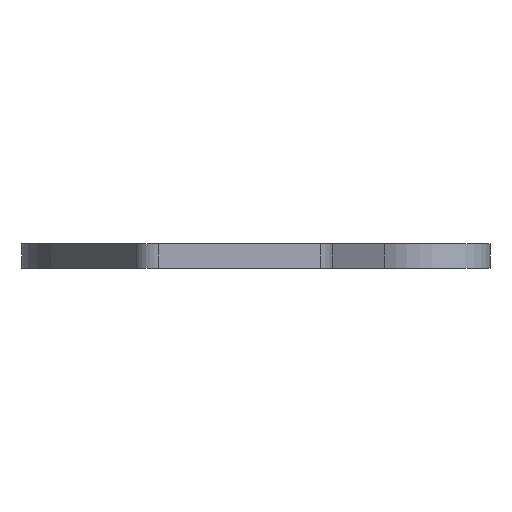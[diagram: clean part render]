
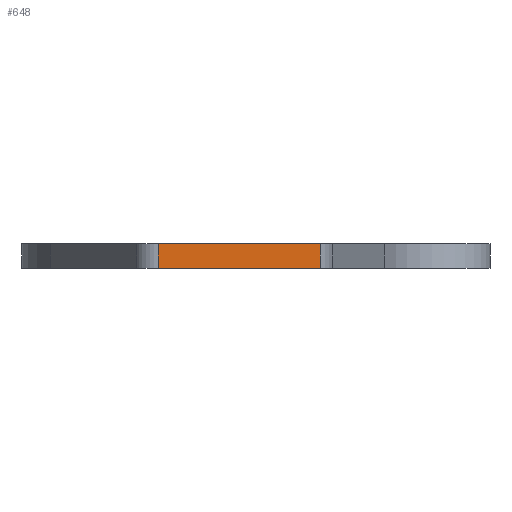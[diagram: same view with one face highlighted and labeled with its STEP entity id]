
A CAD part, left-side view. The second image highlights one B-rep face of the part: STEP entity #648.
In plain terms, the highlighted planar face has unit normal (-1, 0, 0).
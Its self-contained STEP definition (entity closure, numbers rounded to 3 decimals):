
#51=FACE_OUTER_BOUND('',#93,.T.);
#93=EDGE_LOOP('',(#524,#525,#526,#527));
#122=LINE('',#989,#180);
#146=LINE('',#1082,#204);
#152=LINE('',#1109,#210);
#154=LINE('',#1112,#212);
#180=VECTOR('',#781,10.);
#204=VECTOR('',#865,10.);
#210=VECTOR('',#889,10.);
#212=VECTOR('',#893,10.);
#283=VERTEX_POINT('',#986);
#284=VERTEX_POINT('',#988);
#322=VERTEX_POINT('',#1079);
#323=VERTEX_POINT('',#1081);
#347=EDGE_CURVE('',#284,#283,#122,.T.);
#394=EDGE_CURVE('',#322,#323,#146,.T.);
#408=EDGE_CURVE('',#323,#283,#152,.T.);
#410=EDGE_CURVE('',#284,#322,#154,.T.);
#524=ORIENTED_EDGE('',*,*,#408,.F.);
#525=ORIENTED_EDGE('',*,*,#394,.F.);
#526=ORIENTED_EDGE('',*,*,#410,.F.);
#527=ORIENTED_EDGE('',*,*,#347,.T.);
#628=PLANE('',#734);
#648=ADVANCED_FACE('',(#51),#628,.T.);
#734=AXIS2_PLACEMENT_3D('',#1111,#891,#892);
#781=DIRECTION('',(0.,1.,0.));
#865=DIRECTION('',(0.,1.,0.));
#889=DIRECTION('',(0.,0.,1.));
#891=DIRECTION('center_axis',(-1.,0.,0.));
#892=DIRECTION('ref_axis',(0.,1.,0.));
#893=DIRECTION('',(0.,0.,-1.));
#986=CARTESIAN_POINT('',(-62.164,26.177,-75.78));
#988=CARTESIAN_POINT('',(-62.164,-6.009,-75.78));
#989=CARTESIAN_POINT('',(-62.164,-7.349,-75.78));
#1079=CARTESIAN_POINT('',(-62.164,-6.009,-80.555));
#1081=CARTESIAN_POINT('',(-62.164,26.177,-80.555));
#1082=CARTESIAN_POINT('',(-62.164,-7.349,-80.555));
#1109=CARTESIAN_POINT('',(-62.164,26.177,-75.78));
#1111=CARTESIAN_POINT('Origin',(-62.164,-7.349,-75.78));
#1112=CARTESIAN_POINT('',(-62.164,-6.009,-75.78));
